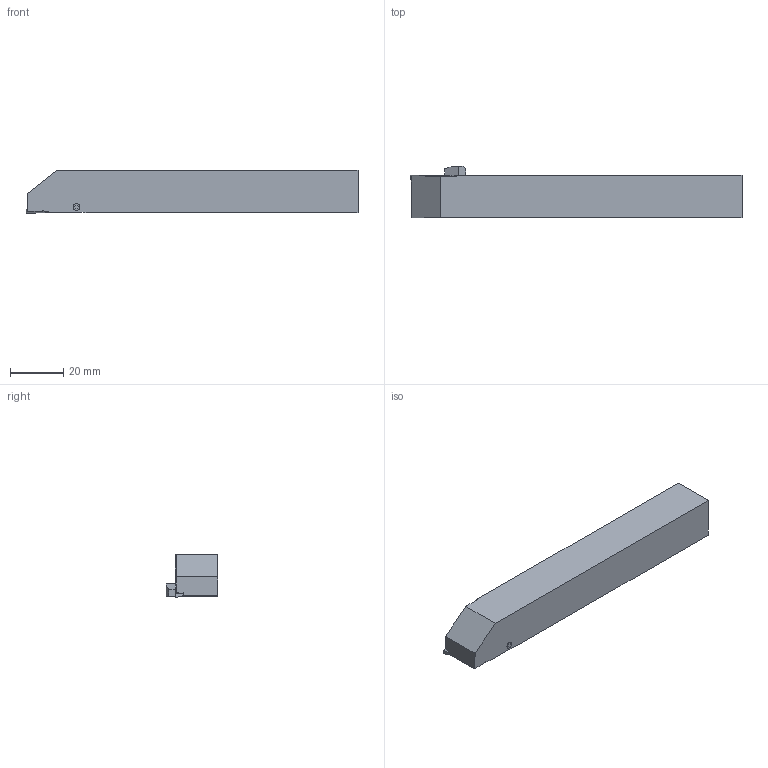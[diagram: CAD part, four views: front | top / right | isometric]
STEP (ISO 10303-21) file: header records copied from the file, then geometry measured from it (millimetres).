
FILE_DESCRIPTION (( 'STEP AP214' ), '1' );
FILE_NAME ('ISO-157-14.step', '2017-05-15T05:48:17', ( '' ), ( '' ), 'SwSTEP 2.0', 'SolidWorks 2016', '' );
FILE_SCHEMA (( 'AUTOMOTIVE_DESIGN' ));
Length unit declared in the file: millimetre
Products named in the file (1): ISO-157-14
Bounding box: 125 x 19.5 x 16.2 mm (x, y, z)
Volume: 31001.4 mm3; surface area: 8460.5 mm2
Topology: 1 solids, 1 shells, 49 faces, 152 edges, 104 vertices
Faces by surface type: plane 42, cylinder 7
Entity records: 1768 total; most frequent: CARTESIAN_POINT 315, ORIENTED_EDGE 304, DIRECTION 290, EDGE_CURVE 152, LINE 108, VECTOR 108, VERTEX_POINT 104, AXIS2_PLACEMENT_3D 91
